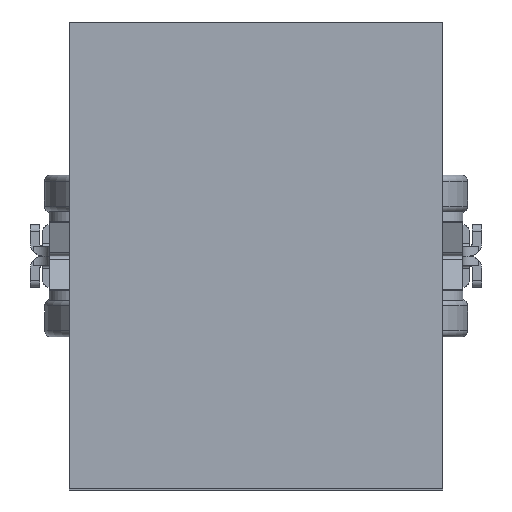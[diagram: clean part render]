
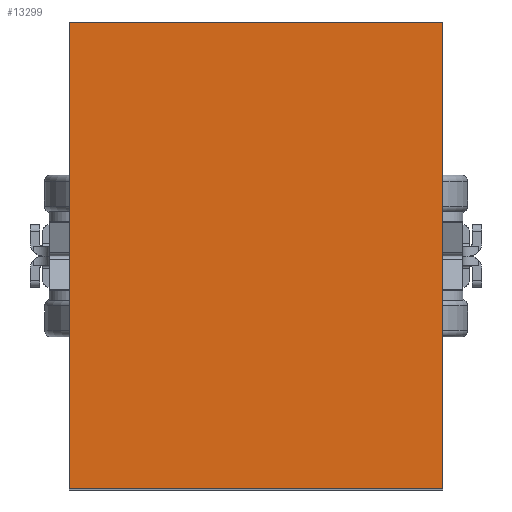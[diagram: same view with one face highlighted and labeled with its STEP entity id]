
A CAD part, front view. The second image highlights one B-rep face of the part: STEP entity #13299.
In plain terms, the highlighted planar face has unit normal (0, -1, 0).
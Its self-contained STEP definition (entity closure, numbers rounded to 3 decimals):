
#1700=FACE_OUTER_BOUND('',#2500,.T.);
#2500=EDGE_LOOP('',(#10903,#10904,#10905,#10906));
#4248=LINE('',#25263,#4987);
#4249=LINE('',#25265,#4988);
#4250=LINE('',#25267,#4989);
#4251=LINE('',#25268,#4990);
#4987=VECTOR('',#17479,10.);
#4988=VECTOR('',#17480,10.);
#4989=VECTOR('',#17481,10.);
#4990=VECTOR('',#17482,10.);
#5894=VERTEX_POINT('',#25261);
#5895=VERTEX_POINT('',#25262);
#5896=VERTEX_POINT('',#25264);
#5897=VERTEX_POINT('',#25266);
#7674=EDGE_CURVE('',#5894,#5895,#4248,.T.);
#7675=EDGE_CURVE('',#5896,#5894,#4249,.T.);
#7676=EDGE_CURVE('',#5897,#5896,#4250,.T.);
#7677=EDGE_CURVE('',#5895,#5897,#4251,.T.);
#10903=ORIENTED_EDGE('',*,*,#7674,.F.);
#10904=ORIENTED_EDGE('',*,*,#7675,.F.);
#10905=ORIENTED_EDGE('',*,*,#7676,.F.);
#10906=ORIENTED_EDGE('',*,*,#7677,.F.);
#12710=PLANE('',#14522);
#13299=ADVANCED_FACE('',(#1700),#12710,.F.);
#14522=AXIS2_PLACEMENT_3D('',#25260,#17477,#17478);
#17477=DIRECTION('center_axis',(0.,1.,0.));
#17478=DIRECTION('ref_axis',(1.,0.,0.));
#17479=DIRECTION('',(1.,0.,0.));
#17480=DIRECTION('',(0.,0.,1.));
#17481=DIRECTION('',(-1.,0.,0.));
#17482=DIRECTION('',(0.,0.,-1.));
#25260=CARTESIAN_POINT('Origin',(0.,-45.5,0.2));
#25261=CARTESIAN_POINT('',(-60.,-45.5,75.2));
#25262=CARTESIAN_POINT('',(60.,-45.5,75.2));
#25263=CARTESIAN_POINT('',(-60.,-45.5,75.2));
#25264=CARTESIAN_POINT('',(-60.,-45.5,-74.8));
#25265=CARTESIAN_POINT('',(-60.,-45.5,-74.8));
#25266=CARTESIAN_POINT('',(60.,-45.5,-74.8));
#25267=CARTESIAN_POINT('',(60.,-45.5,-74.8));
#25268=CARTESIAN_POINT('',(60.,-45.5,75.2));
